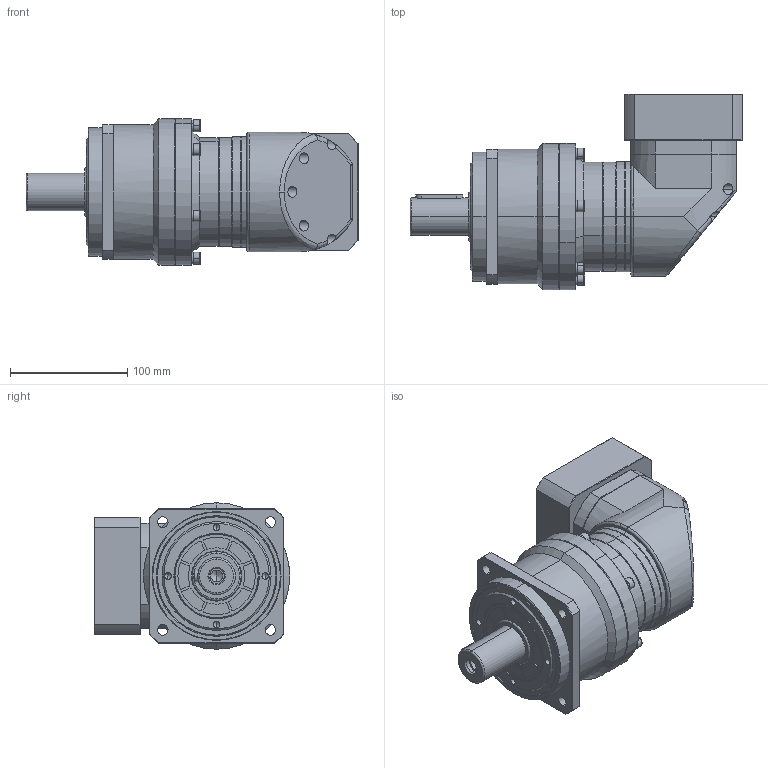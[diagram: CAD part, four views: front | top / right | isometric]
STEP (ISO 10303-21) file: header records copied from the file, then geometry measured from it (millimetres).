
FILE_DESCRIPTION((''),'2;1');
FILE_NAME('TNR115L2-95-24-58-M6-115SLDASM_ASM','2024-06-28T13:43:49',('mayn'),(''),'CREO PARAMETRIC BY PTC INC, 2020053','CREO PARAMETRIC BY PTC INC, 2020053','');
FILE_SCHEMA(('CONFIG_CONTROL_DESIGN'));
Length unit declared in the file: millimetre
Products named in the file (20): SPRING_LOCK_WASHERS--NORMA-3267; HEXAGON_SOCKET_HEAD_CAP_S-24980; HEXAGON_SOCKET_HEAD_CAP_S-24863; HEXAGON_SOCKET_HEAD_CAP_SC-3204; HEXAGON_SOCKET_HEAD_CAP_SC-3319; TNR900002; _TNR90-D240001; SPRING_LOCK_WASHERS--NORM-25029; TNR90_SLDPRT0001; 40X50X500; __20001; _5_5__5_5__1000; _TN115_0001_ASM; HEX_SOCKET_SET_SCREWS_WITH_FLAT; TNR900003; TN1150001; TN90_D95-M6-115F100001; TN; TNR115L2-95-24-60-M6-115SLDASM_ASM; TNR115L2-95-24-58-M6-115SLDASM_ASM
Assembly tree (64 placements, depth 4):
  TNR115L2-95-24-58-M6-115SLDASM_ASM
    TNR115L2-95-24-60-M6-115SLDASM_ASM
      SPRING_LOCK_WASHERS--NORMA-3267  x19
      HEXAGON_SOCKET_HEAD_CAP_S-24980  x7
      HEXAGON_SOCKET_HEAD_CAP_S-24863  x6
      HEXAGON_SOCKET_HEAD_CAP_SC-3204  x7
      HEXAGON_SOCKET_HEAD_CAP_SC-3319  x6
      TNR900002
      _TNR90-D240001
      SPRING_LOCK_WASHERS--NORM-25029  x6
      TNR90_SLDPRT0001
      40X50X500
      _TN115_0001_ASM
        __20001
        _5_5__5_5__1000
      HEX_SOCKET_SET_SCREWS_WITH_FLAT
      TNR900003
      TN1150001
      TN90_D95-M6-115F100001
      TN
Bounding box: 283.5 x 167 x 125 mm (x, y, z)
Volume: 2247969.9 mm3; surface area: 297278.4 mm2
Topology: 62 solids, 62 shells, 1635 faces, 3948 edges, 2473 vertices
Faces by surface type: plane 678, cylinder 653, cone 225, torus 73, bspline 6
Entity records: 27850 total; most frequent: CARTESIAN_POINT 5574, DIRECTION 5083, ORIENTED_EDGE 4256, EDGE_CURVE 2128, AXIS2_PLACEMENT_3D 2107, VERTEX_POINT 1379, CIRCLE 1111, EDGE_LOOP 1041
